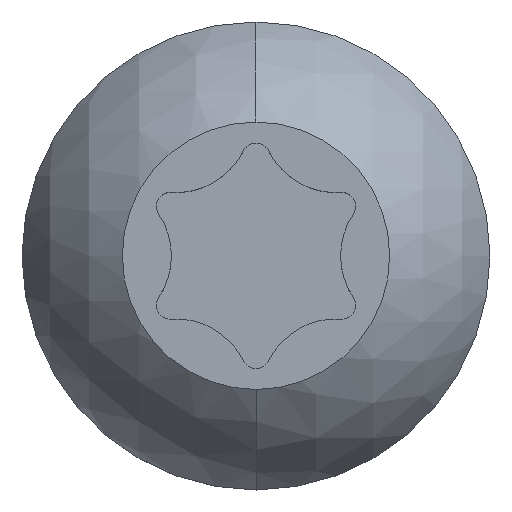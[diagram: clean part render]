
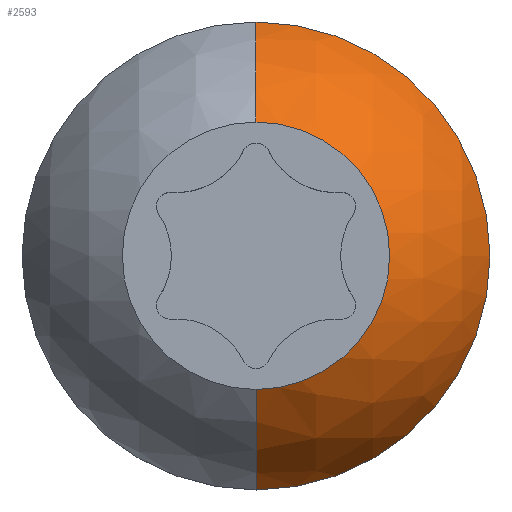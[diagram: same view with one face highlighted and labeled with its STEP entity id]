
A CAD part, top view. The second image highlights one B-rep face of the part: STEP entity #2593.
In plain terms, the highlighted spherical face has radius 7.447 mm.
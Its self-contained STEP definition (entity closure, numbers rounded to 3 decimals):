
#84 = CIRCLE ( 'NONE', #220, 4. ) ;
#177 = VERTEX_POINT ( 'NONE', #5825 ) ;
#220 = AXIS2_PLACEMENT_3D ( 'NONE', #3328, #7316, #4436 ) ;
#868 = DIRECTION ( 'NONE',  ( 0., -1., 0. ) ) ;
#870 = DIRECTION ( 'NONE',  ( 0., -1., 0. ) ) ;
#1151 = CARTESIAN_POINT ( 'NONE',  ( 0., -7., 18.16 ) ) ;
#1284 = DIRECTION ( 'NONE',  ( 0., -1., 0. ) ) ;
#1564 = CIRCLE ( 'NONE', #6846, 7.447 ) ;
#1586 = DIRECTION ( 'NONE',  ( 0., 1., 0. ) ) ;
#1665 = ORIENTED_EDGE ( 'NONE', *, *, #6685, .F. ) ;
#1778 = EDGE_CURVE ( 'NONE', #6128, #4401, #1564, .T. ) ;
#2093 = SPHERICAL_SURFACE ( 'NONE', #5372, 7.447 ) ;
#2180 = FACE_OUTER_BOUND ( 'NONE', #7178, .T. ) ;
#2214 = AXIS2_PLACEMENT_3D ( 'NONE', #4118, #6943, #1284 ) ;
#2344 = EDGE_CURVE ( 'NONE', #4603, #177, #4478, .T. ) ;
#2421 = ORIENTED_EDGE ( 'NONE', *, *, #1778, .T. ) ;
#2541 = CARTESIAN_POINT ( 'NONE',  ( 0., 0., 15.618 ) ) ;
#2593 = ADVANCED_FACE ( 'NONE', ( #2180 ), #2093, .T. ) ;
#3084 = DIRECTION ( 'NONE',  ( 1., 0., 0. ) ) ;
#3317 = DIRECTION ( 'NONE',  ( 1., 0., 0. ) ) ;
#3328 = CARTESIAN_POINT ( 'NONE',  ( 0., 0., 21.9 ) ) ;
#3345 = ORIENTED_EDGE ( 'NONE', *, *, #2344, .F. ) ;
#4118 = CARTESIAN_POINT ( 'NONE',  ( 0., 0., 15.618 ) ) ;
#4401 = VERTEX_POINT ( 'NONE', #5586 ) ;
#4436 = DIRECTION ( 'NONE',  ( 0., -1., 0. ) ) ;
#4478 = CIRCLE ( 'NONE', #2214, 7.447 ) ;
#4603 = VERTEX_POINT ( 'NONE', #1151 ) ;
#4959 = CARTESIAN_POINT ( 'NONE',  ( 0., 0., 15.618 ) ) ;
#5372 = AXIS2_PLACEMENT_3D ( 'NONE', #2541, #3084, #870 ) ;
#5586 = CARTESIAN_POINT ( 'NONE',  ( 0., 4., 21.9 ) ) ;
#5825 = CARTESIAN_POINT ( 'NONE',  ( 0., -4., 21.9 ) ) ;
#5870 = DIRECTION ( 'NONE',  ( 0., 0., 1. ) ) ;
#5898 = CARTESIAN_POINT ( 'NONE',  ( 0., 0., 18.16 ) ) ;
#6051 = AXIS2_PLACEMENT_3D ( 'NONE', #5898, #5870, #868 ) ;
#6128 = VERTEX_POINT ( 'NONE', #6365 ) ;
#6222 = EDGE_CURVE ( 'NONE', #4603, #6128, #6657, .T. ) ;
#6365 = CARTESIAN_POINT ( 'NONE',  ( 0., 7., 18.16 ) ) ;
#6657 = CIRCLE ( 'NONE', #6051, 7. ) ;
#6685 = EDGE_CURVE ( 'NONE', #177, #4401, #84, .T. ) ;
#6846 = AXIS2_PLACEMENT_3D ( 'NONE', #4959, #3317, #1586 ) ;
#6943 = DIRECTION ( 'NONE',  ( -1., 0., 0. ) ) ;
#7127 = ORIENTED_EDGE ( 'NONE', *, *, #6222, .T. ) ;
#7178 = EDGE_LOOP ( 'NONE', ( #7127, #2421, #1665, #3345 ) ) ;
#7316 = DIRECTION ( 'NONE',  ( 0., 0., 1. ) ) ;
